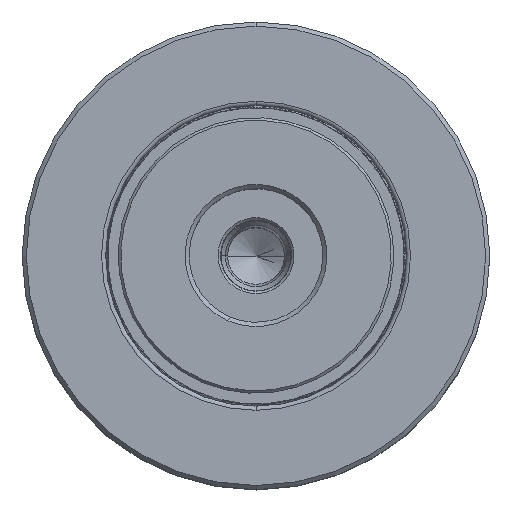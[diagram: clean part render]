
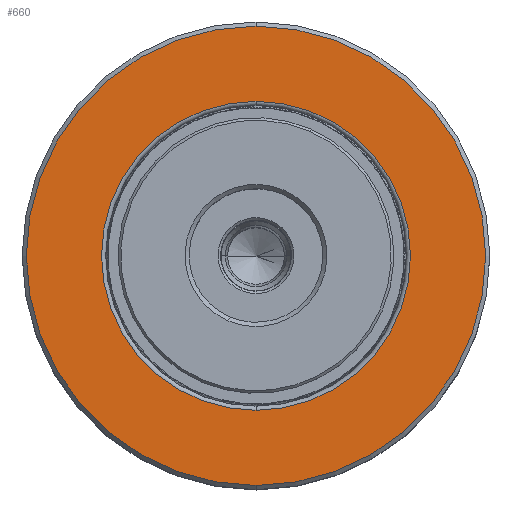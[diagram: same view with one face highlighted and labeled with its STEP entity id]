
A CAD part, top view. The second image highlights one B-rep face of the part: STEP entity #660.
In plain terms, the highlighted face is planar.
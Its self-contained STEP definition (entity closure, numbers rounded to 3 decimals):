
#660 = ADVANCED_FACE ( 'NONE', ( #7040, #39585 ), #32231, .T. ) ;
#1172 = DIRECTION ( 'NONE',  ( 0., -1., 0. ) ) ;
#1723 = EDGE_LOOP ( 'NONE', ( #5802, #23389 ) ) ;
#4062 = CARTESIAN_POINT ( 'NONE',  ( 27.5, 18.687, 0. ) ) ;
#4843 = DIRECTION ( 'NONE',  ( 0., 0., -1. ) ) ;
#5185 = CIRCLE ( 'NONE', #13087, 18.5 ) ;
#5802 = ORIENTED_EDGE ( 'NONE', *, *, #36458, .F. ) ;
#6331 = DIRECTION ( 'NONE',  ( 0., 0., -1. ) ) ;
#6707 = CIRCLE ( 'NONE', #19067, 18.5 ) ;
#6721 = CARTESIAN_POINT ( 'NONE',  ( 0., 18.687, 0. ) ) ;
#7040 = FACE_BOUND ( 'NONE', #18382, .T. ) ;
#8594 = VERTEX_POINT ( 'NONE', #37183 ) ;
#10286 = AXIS2_PLACEMENT_3D ( 'NONE', #45059, #16351, #23619 ) ;
#11671 = VERTEX_POINT ( 'NONE', #39546 ) ;
#12725 = AXIS2_PLACEMENT_3D ( 'NONE', #6721, #28279, #20885 ) ;
#13087 = AXIS2_PLACEMENT_3D ( 'NONE', #13106, #13402, #6331 ) ;
#13106 = CARTESIAN_POINT ( 'NONE',  ( 0., 18.687, 0. ) ) ;
#13402 = DIRECTION ( 'NONE',  ( 0., -1., 0. ) ) ;
#15309 = CARTESIAN_POINT ( 'NONE',  ( 0., 18.687, 0. ) ) ;
#16351 = DIRECTION ( 'NONE',  ( 0., -1., 0. ) ) ;
#18382 = EDGE_LOOP ( 'NONE', ( #19106, #24094 ) ) ;
#18646 = DIRECTION ( 'NONE',  ( 0., 1., 0. ) ) ;
#19067 = AXIS2_PLACEMENT_3D ( 'NONE', #15309, #1172, #4843 ) ;
#19106 = ORIENTED_EDGE ( 'NONE', *, *, #23156, .T. ) ;
#19219 = CARTESIAN_POINT ( 'NONE',  ( 0., 18.687, 18.5 ) ) ;
#20885 = DIRECTION ( 'NONE',  ( 0., 0., -1. ) ) ;
#23156 = EDGE_CURVE ( 'NONE', #11671, #26075, #6707, .T. ) ;
#23389 = ORIENTED_EDGE ( 'NONE', *, *, #26847, .F. ) ;
#23619 = DIRECTION ( 'NONE',  ( 0., 0., -1. ) ) ;
#24094 = ORIENTED_EDGE ( 'NONE', *, *, #37806, .T. ) ;
#26075 = VERTEX_POINT ( 'NONE', #19219 ) ;
#26130 = CIRCLE ( 'NONE', #12725, 27.5 ) ;
#26847 = EDGE_CURVE ( 'NONE', #8594, #27505, #31934, .T. ) ;
#27505 = VERTEX_POINT ( 'NONE', #44027 ) ;
#28279 = DIRECTION ( 'NONE',  ( 0., -1., 0. ) ) ;
#31934 = CIRCLE ( 'NONE', #10286, 27.5 ) ;
#32231 = PLANE ( 'NONE',  #34153 ) ;
#34153 = AXIS2_PLACEMENT_3D ( 'NONE', #4062, #18646, #43354 ) ;
#36458 = EDGE_CURVE ( 'NONE', #27505, #8594, #26130, .T. ) ;
#37183 = CARTESIAN_POINT ( 'NONE',  ( 0., 18.687, 27.5 ) ) ;
#37806 = EDGE_CURVE ( 'NONE', #26075, #11671, #5185, .T. ) ;
#39546 = CARTESIAN_POINT ( 'NONE',  ( 0., 18.687, -18.5 ) ) ;
#39585 = FACE_OUTER_BOUND ( 'NONE', #1723, .T. ) ;
#43354 = DIRECTION ( 'NONE',  ( 0., 0., 1. ) ) ;
#44027 = CARTESIAN_POINT ( 'NONE',  ( 0., 18.687, -27.5 ) ) ;
#45059 = CARTESIAN_POINT ( 'NONE',  ( 0., 18.687, 0. ) ) ;
